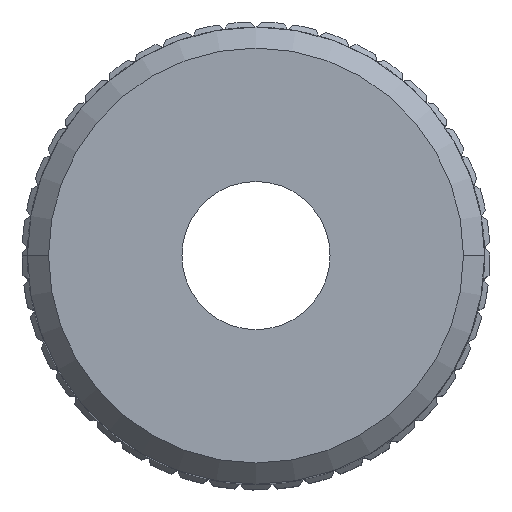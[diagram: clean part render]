
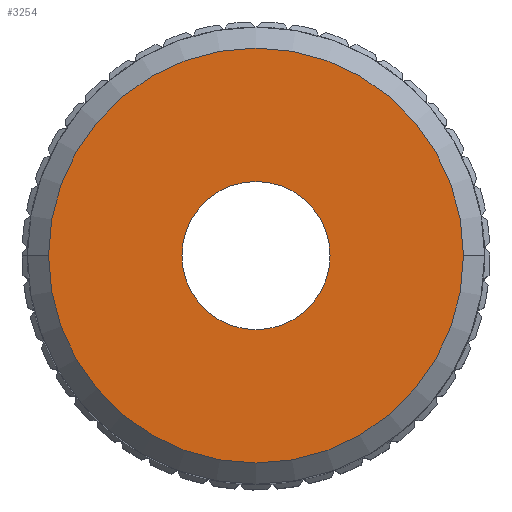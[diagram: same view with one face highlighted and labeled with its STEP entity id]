
A CAD part, top view. The second image highlights one B-rep face of the part: STEP entity #3254.
In plain terms, the highlighted planar face has unit normal (0, 0, 1).
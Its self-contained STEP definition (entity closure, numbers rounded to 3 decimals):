
#237 = CARTESIAN_POINT ( 'NONE',  ( 0., 0., 0. ) ) ;
#238 = DIRECTION ( 'NONE',  ( 0., 0., -1. ) ) ;
#239 = DIRECTION ( 'NONE',  ( -1., 0., 0. ) ) ;
#243 = CARTESIAN_POINT ( 'NONE',  ( 0., 0., 0. ) ) ;
#244 = DIRECTION ( 'NONE',  ( 0., 0., -1. ) ) ;
#245 = DIRECTION ( 'NONE',  ( -1., 0., 0. ) ) ;
#1294 = ORIENTED_EDGE ( 'NONE', *, *, #2342, .T. ) ;
#1360 = ORIENTED_EDGE ( 'NONE', *, *, #2980, .F. ) ;
#1362 = ORIENTED_EDGE ( 'NONE', *, *, #2344, .F. ) ;
#1417 = ORIENTED_EDGE ( 'NONE', *, *, #2983, .T. ) ;
#2342 = EDGE_CURVE ( 'NONE', #4950, #4956, #2418, .T. ) ;
#2344 = EDGE_CURVE ( 'NONE', #4953, #4951, #2541, .T. ) ;
#2418 = CIRCLE ( 'NONE', #2493, 0.7 ) ;
#2447 = AXIS2_PLACEMENT_3D ( 'NONE', #4313, #4314, #4315 ) ;
#2472 = AXIS2_PLACEMENT_3D ( 'NONE', #243, #244, #245 ) ;
#2493 = AXIS2_PLACEMENT_3D ( 'NONE', #237, #238, #239 ) ;
#2507 = CIRCLE ( 'NONE', #2447, 1.96 ) ;
#2541 = CIRCLE ( 'NONE', #2472, 1.96 ) ;
#2553 = CIRCLE ( 'NONE', #2647, 0.7 ) ;
#2595 = AXIS2_PLACEMENT_3D ( 'NONE', #5608, #5615, #5616 ) ;
#2647 = AXIS2_PLACEMENT_3D ( 'NONE', #4321, #4322, #4323 ) ;
#2980 = EDGE_CURVE ( 'NONE', #4951, #4953, #2507, .T. ) ;
#2983 = EDGE_CURVE ( 'NONE', #4956, #4950, #2553, .T. ) ;
#3254 = ADVANCED_FACE ( 'NONE', ( #5611, #5612 ), #5613, .F. ) ;
#3946 = CARTESIAN_POINT ( 'NONE',  ( -0.7, 0., 0. ) ) ;
#3947 = CARTESIAN_POINT ( 'NONE',  ( -1.96, 0., 0. ) ) ;
#3949 = CARTESIAN_POINT ( 'NONE',  ( 1.96, 0., 0. ) ) ;
#3952 = CARTESIAN_POINT ( 'NONE',  ( 0.7, 0., 0. ) ) ;
#4313 = CARTESIAN_POINT ( 'NONE',  ( 0., 0., 0. ) ) ;
#4314 = DIRECTION ( 'NONE',  ( 0., 0., -1. ) ) ;
#4315 = DIRECTION ( 'NONE',  ( -1., 0., 0. ) ) ;
#4321 = CARTESIAN_POINT ( 'NONE',  ( 0., 0., 0. ) ) ;
#4322 = DIRECTION ( 'NONE',  ( 0., 0., -1. ) ) ;
#4323 = DIRECTION ( 'NONE',  ( -1., 0., 0. ) ) ;
#4950 = VERTEX_POINT ( 'NONE', #3946 ) ;
#4951 = VERTEX_POINT ( 'NONE', #3947 ) ;
#4953 = VERTEX_POINT ( 'NONE', #3949 ) ;
#4956 = VERTEX_POINT ( 'NONE', #3952 ) ;
#5145 = EDGE_LOOP ( 'NONE', ( #1294, #1417 ) ) ;
#5146 = EDGE_LOOP ( 'NONE', ( #1360, #1362 ) ) ;
#5608 = CARTESIAN_POINT ( 'NONE',  ( 0., 0.7, 0. ) ) ;
#5611 = FACE_OUTER_BOUND ( 'NONE', #5146, .T. ) ;
#5612 = FACE_BOUND ( 'NONE', #5145, .T. ) ;
#5613 = PLANE ( 'NONE',  #2595 ) ;
#5615 = DIRECTION ( 'NONE',  ( 0., 0., -1. ) ) ;
#5616 = DIRECTION ( 'NONE',  ( -1., 0., 0. ) ) ;
